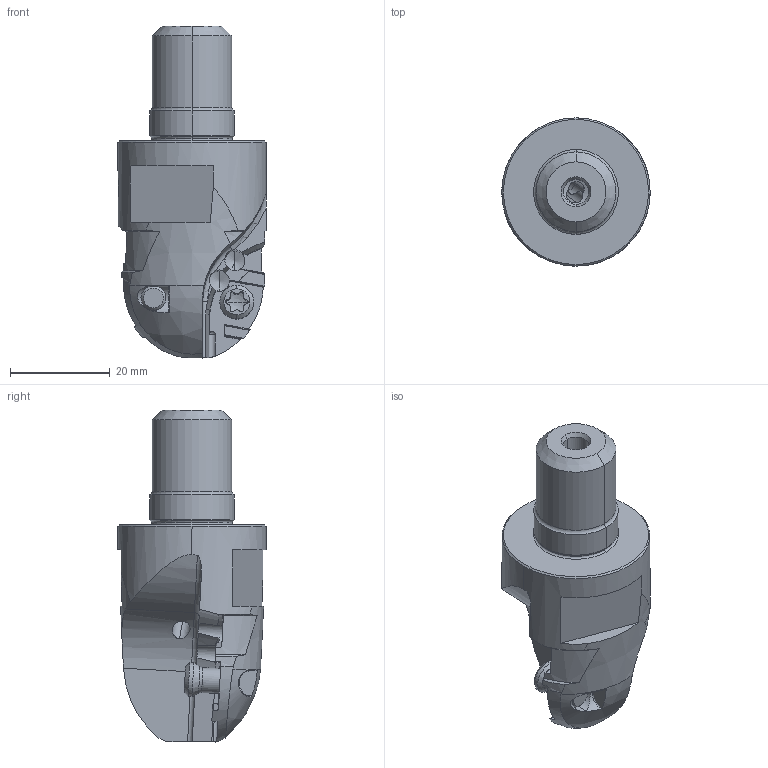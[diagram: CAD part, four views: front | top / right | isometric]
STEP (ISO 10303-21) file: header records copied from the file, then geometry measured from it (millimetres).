
FILE_DESCRIPTION(/* description */ (''),/* implementation_level */ '2;1');
FILE_NAME(/* name */ 'SRM220AM16S45.stp',/* time_stamp */ '2017-11-08T14:26:17+09:00',/* author */ (''),/* organization */ (''),/* preprocessor_version */ 'ST-DEVELOPER v16',/* originating_system */ 'SIEMENS PLM Software NX 10.0',/* authorisation */ '');
FILE_SCHEMA (('AUTOMOTIVE_DESIGN { 1 0 10303 214 3 1 1 1 }'));
Length unit declared in the file: millimetre
Products named in the file (1): SRM220AM16S45_ASM
Bounding box: 29.7 x 29.7 x 66.5 mm (x, y, z)
Volume: 20963.5 mm3; surface area: 7539 mm2
Topology: 3 solids, 3 shells, 241 faces, 670 edges, 425 vertices
Faces by surface type: cylinder 93, plane 69, cone 53, torus 16, sphere 6, bspline 4
Entity records: 9536 total; most frequent: CARTESIAN_POINT 3491, ORIENTED_EDGE 1312, DIRECTION 1195, EDGE_CURVE 656, AXIS2_PLACEMENT_3D 490, VERTEX_POINT 425, EDGE_LOOP 253, ADVANCED_FACE 241
